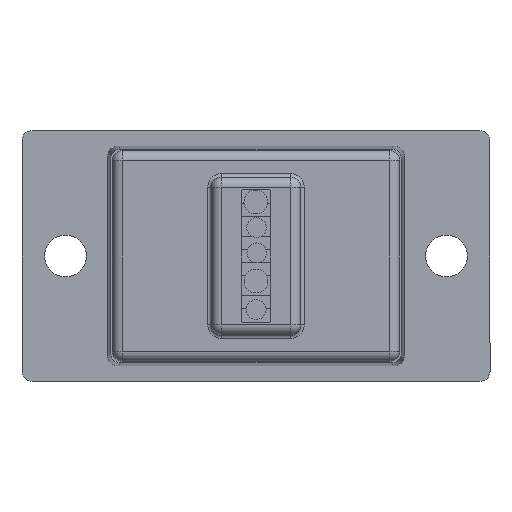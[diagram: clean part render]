
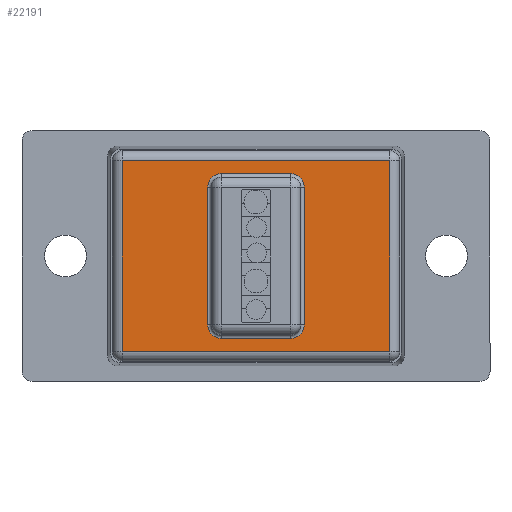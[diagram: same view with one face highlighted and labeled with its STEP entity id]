
A CAD part, left-side view. The second image highlights one B-rep face of the part: STEP entity #22191.
In plain terms, the highlighted face is planar.
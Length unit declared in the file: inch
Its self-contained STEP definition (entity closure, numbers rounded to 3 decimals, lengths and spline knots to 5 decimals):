
#21935 = VERTEX_POINT ( 'NONE', #49649 ) ;
#21942 = VERTEX_POINT ( 'NONE', #49640 ) ;
#22048 = EDGE_LOOP ( 'NONE', ( #22205, #22193, #22244, #22204, #22227, #22195, #22316, #22318 ) ) ;
#22113 = VERTEX_POINT ( 'NONE', #49960 ) ;
#22182 = VERTEX_POINT ( 'NONE', #50004 ) ;
#22185 = VERTEX_POINT ( 'NONE', #50049 ) ;
#22190 = VERTEX_POINT ( 'NONE', #50076 ) ;
#22191 = ADVANCED_FACE ( 'NONE', ( #50075, #50039 ), #50030, .T. ) ;
#22192 = EDGE_CURVE ( 'NONE', #22201, #22200, #50072, .T. ) ;
#22193 = ORIENTED_EDGE ( 'NONE', *, *, #22192, .T. ) ;
#22195 = ORIENTED_EDGE ( 'NONE', *, *, #22237, .T. ) ;
#22200 = VERTEX_POINT ( 'NONE', #50069 ) ;
#22201 = VERTEX_POINT ( 'NONE', #50068 ) ;
#22204 = ORIENTED_EDGE ( 'NONE', *, *, #22233, .T. ) ;
#22205 = ORIENTED_EDGE ( 'NONE', *, *, #22207, .T. ) ;
#22207 = EDGE_CURVE ( 'NONE', #22182, #22201, #50054, .T. ) ;
#22226 = ORIENTED_EDGE ( 'NONE', *, *, #22312, .T. ) ;
#22227 = ORIENTED_EDGE ( 'NONE', *, *, #22236, .T. ) ;
#22228 = VERTEX_POINT ( 'NONE', #50093 ) ;
#22229 = EDGE_CURVE ( 'NONE', #21935, #22232, #50105, .T. ) ;
#22230 = EDGE_CURVE ( 'NONE', #22232, #22182, #50078, .T. ) ;
#22232 = VERTEX_POINT ( 'NONE', #50142 ) ;
#22233 = EDGE_CURVE ( 'NONE', #22190, #22185, #50082, .T. ) ;
#22236 = EDGE_CURVE ( 'NONE', #22185, #22113, #50137, .T. ) ;
#22237 = EDGE_CURVE ( 'NONE', #22113, #21935, #50133, .T. ) ;
#22244 = ORIENTED_EDGE ( 'NONE', *, *, #22245, .T. ) ;
#22245 = EDGE_CURVE ( 'NONE', #22200, #22190, #50170, .T. ) ;
#22290 = EDGE_LOOP ( 'NONE', ( #22296, #22226, #22317, #22373 ) ) ;
#22296 = ORIENTED_EDGE ( 'NONE', *, *, #22304, .T. ) ;
#22304 = EDGE_CURVE ( 'NONE', #22314, #22228, #50227, .T. ) ;
#22312 = EDGE_CURVE ( 'NONE', #22228, #21942, #50218, .T. ) ;
#22314 = VERTEX_POINT ( 'NONE', #50221 ) ;
#22316 = ORIENTED_EDGE ( 'NONE', *, *, #22229, .T. ) ;
#22317 = ORIENTED_EDGE ( 'NONE', *, *, #22381, .T. ) ;
#22318 = ORIENTED_EDGE ( 'NONE', *, *, #22230, .T. ) ;
#22373 = ORIENTED_EDGE ( 'NONE', *, *, #22390, .T. ) ;
#22381 = EDGE_CURVE ( 'NONE', #21942, #22385, #50250, .T. ) ;
#22385 = VERTEX_POINT ( 'NONE', #50293 ) ;
#22390 = EDGE_CURVE ( 'NONE', #22385, #22314, #50289, .T. ) ;
#49640 = CARTESIAN_POINT ( 'NONE',  ( 0.285, 0.4, -0.07 ) ) ;
#49649 = CARTESIAN_POINT ( 'NONE',  ( 0.246, -0.104, -0.07 ) ) ;
#49960 = CARTESIAN_POINT ( 'NONE',  ( 0.206, -0.144, -0.07 ) ) ;
#50004 = CARTESIAN_POINT ( 'NONE',  ( 0.206, 0.144, -0.07 ) ) ;
#50030 = PLANE ( 'NONE',  #50032 ) ;
#50032 = AXIS2_PLACEMENT_3D ( 'NONE', #50042, #50041, #50077 ) ;
#50039 = FACE_OUTER_BOUND ( 'NONE', #22290, .T. ) ;
#50041 = DIRECTION ( 'NONE',  ( 0., 0., -1. ) ) ;
#50042 = CARTESIAN_POINT ( 'NONE',  ( -0.315, 0.43, -0.07 ) ) ;
#50049 = CARTESIAN_POINT ( 'NONE',  ( -0.206, -0.144, -0.07 ) ) ;
#50050 = DIRECTION ( 'NONE',  ( -1., 0., 0. ) ) ;
#50051 = VECTOR ( 'NONE', #50050, 39.37008 ) ;
#50053 = CARTESIAN_POINT ( 'NONE',  ( -0.315, 0.144, -0.07 ) ) ;
#50054 = LINE ( 'NONE', #50053, #50051 ) ;
#50065 = DIRECTION ( 'NONE',  ( -1., 0., 0. ) ) ;
#50066 = DIRECTION ( 'NONE',  ( 0., 0., 1. ) ) ;
#50067 = CARTESIAN_POINT ( 'NONE',  ( -0.206, 0.104, -0.07 ) ) ;
#50068 = CARTESIAN_POINT ( 'NONE',  ( -0.206, 0.144, -0.07 ) ) ;
#50069 = CARTESIAN_POINT ( 'NONE',  ( -0.246, 0.104, -0.07 ) ) ;
#50070 = AXIS2_PLACEMENT_3D ( 'NONE', #50067, #50066, #50065 ) ;
#50072 = CIRCLE ( 'NONE', #50070, 0.04 ) ;
#50075 = FACE_BOUND ( 'NONE', #22048, .T. ) ;
#50076 = CARTESIAN_POINT ( 'NONE',  ( -0.246, -0.104, -0.07 ) ) ;
#50077 = DIRECTION ( 'NONE',  ( -1., 0., 0. ) ) ;
#50078 = CIRCLE ( 'NONE', #50079, 0.04 ) ;
#50079 = AXIS2_PLACEMENT_3D ( 'NONE', #50141, #50086, #50134 ) ;
#50082 = CIRCLE ( 'NONE', #50136, 0.04 ) ;
#50086 = DIRECTION ( 'NONE',  ( 0., 0., 1. ) ) ;
#50093 = CARTESIAN_POINT ( 'NONE',  ( -0.285, 0.4, -0.07 ) ) ;
#50105 = LINE ( 'NONE', #50140, #50139 ) ;
#50113 = CARTESIAN_POINT ( 'NONE',  ( -0.246, 0.43, -0.07 ) ) ;
#50118 = VECTOR ( 'NONE', #50162, 39.37008 ) ;
#50120 = DIRECTION ( 'NONE',  ( -1., 0., 0. ) ) ;
#50121 = DIRECTION ( 'NONE',  ( 0., 0., 1. ) ) ;
#50124 = DIRECTION ( 'NONE',  ( 1., 0., 0. ) ) ;
#50125 = VECTOR ( 'NONE', #50124, 39.37008 ) ;
#50127 = DIRECTION ( 'NONE',  ( -1., 0., 0. ) ) ;
#50128 = DIRECTION ( 'NONE',  ( 0., 0., 1. ) ) ;
#50129 = CARTESIAN_POINT ( 'NONE',  ( -0.206, -0.104, -0.07 ) ) ;
#50130 = CARTESIAN_POINT ( 'NONE',  ( 0.206, -0.104, -0.07 ) ) ;
#50132 = CARTESIAN_POINT ( 'NONE',  ( -0.315, -0.144, -0.07 ) ) ;
#50133 = CIRCLE ( 'NONE', #50135, 0.04 ) ;
#50134 = DIRECTION ( 'NONE',  ( -1., 0., 0. ) ) ;
#50135 = AXIS2_PLACEMENT_3D ( 'NONE', #50130, #50121, #50120 ) ;
#50136 = AXIS2_PLACEMENT_3D ( 'NONE', #50129, #50128, #50127 ) ;
#50137 = LINE ( 'NONE', #50132, #50125 ) ;
#50138 = DIRECTION ( 'NONE',  ( 0., 1., 0. ) ) ;
#50139 = VECTOR ( 'NONE', #50138, 39.37008 ) ;
#50140 = CARTESIAN_POINT ( 'NONE',  ( 0.246, 0.43, -0.07 ) ) ;
#50141 = CARTESIAN_POINT ( 'NONE',  ( 0.206, 0.104, -0.07 ) ) ;
#50142 = CARTESIAN_POINT ( 'NONE',  ( 0.246, 0.104, -0.07 ) ) ;
#50162 = DIRECTION ( 'NONE',  ( 0., -1., 0. ) ) ;
#50170 = LINE ( 'NONE', #50113, #50118 ) ;
#50211 = DIRECTION ( 'NONE',  ( 1., 0., 0. ) ) ;
#50212 = VECTOR ( 'NONE', #50211, 39.37008 ) ;
#50213 = CARTESIAN_POINT ( 'NONE',  ( 0.315, 0.4, -0.07 ) ) ;
#50218 = LINE ( 'NONE', #50213, #50212 ) ;
#50221 = CARTESIAN_POINT ( 'NONE',  ( -0.285, -0.4, -0.07 ) ) ;
#50224 = DIRECTION ( 'NONE',  ( 0., 1., 0. ) ) ;
#50225 = VECTOR ( 'NONE', #50224, 39.37008 ) ;
#50226 = CARTESIAN_POINT ( 'NONE',  ( -0.285, 0.43, -0.07 ) ) ;
#50227 = LINE ( 'NONE', #50226, #50225 ) ;
#50236 = DIRECTION ( 'NONE',  ( 0., -1., 0. ) ) ;
#50237 = VECTOR ( 'NONE', #50236, 39.37008 ) ;
#50238 = CARTESIAN_POINT ( 'NONE',  ( 0.285, 0.43, -0.07 ) ) ;
#50250 = LINE ( 'NONE', #50238, #50237 ) ;
#50285 = DIRECTION ( 'NONE',  ( -1., 0., 0. ) ) ;
#50287 = VECTOR ( 'NONE', #50285, 39.37008 ) ;
#50288 = CARTESIAN_POINT ( 'NONE',  ( -0.315, -0.4, -0.07 ) ) ;
#50289 = LINE ( 'NONE', #50288, #50287 ) ;
#50293 = CARTESIAN_POINT ( 'NONE',  ( 0.285, -0.4, -0.07 ) ) ;
